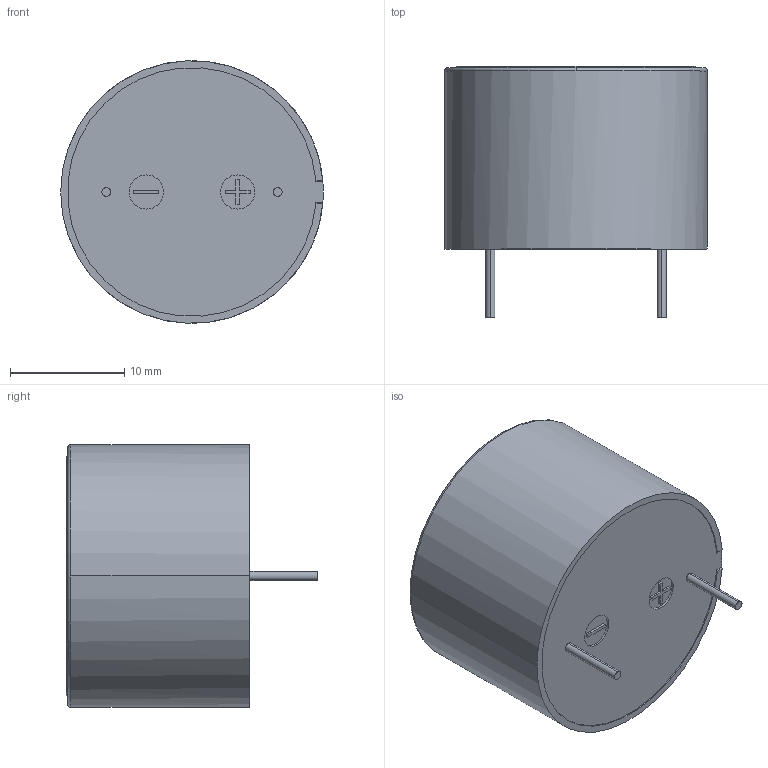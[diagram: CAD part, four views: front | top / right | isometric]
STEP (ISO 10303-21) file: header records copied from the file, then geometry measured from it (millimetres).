
FILE_DESCRIPTION (( 'STEP AP214' ), '1' );
FILE_NAME ('CUI_DEVICES_CPI-2316-85T.step', '2019-10-20T21:30:10', ( '' ), ( '' ), 'SwSTEP 2.0', 'SolidWorks 2019', '' );
FILE_SCHEMA (( 'AUTOMOTIVE_DESIGN' ));
Length unit declared in the file: inch
Products named in the file (1): CUI_DEVICES_CPI-2316-85T
Bounding box: 23 x 22 x 23 mm (x, y, z)
Volume: 6549.9 mm3; surface area: 2063.4 mm2
Topology: 1 solids, 1 shells, 80 faces, 196 edges, 130 vertices
Faces by surface type: plane 49, cylinder 25, torus 6
Entity records: 2494 total; most frequent: DIRECTION 430, CARTESIAN_POINT 407, ORIENTED_EDGE 392, EDGE_CURVE 196, AXIS2_PLACEMENT_3D 153, VERTEX_POINT 130, LINE 124, VECTOR 124
